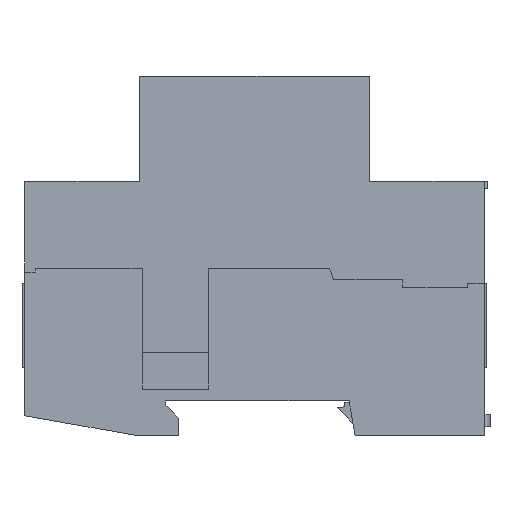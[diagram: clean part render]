
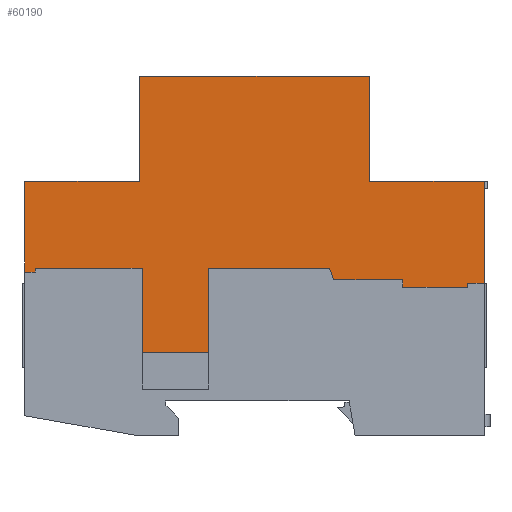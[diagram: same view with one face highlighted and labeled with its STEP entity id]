
A CAD part, left-side view. The second image highlights one B-rep face of the part: STEP entity #60190.
In plain terms, the highlighted planar face has unit normal (-1, 0, 0).
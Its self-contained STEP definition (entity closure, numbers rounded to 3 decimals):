
#12810=CARTESIAN_POINT('',(0.,0.5,
29.8));
#12820=VERTEX_POINT('',#12810);
#55960=CARTESIAN_POINT('',(0.,0.5,
43.861));
#55970=DIRECTION('',(0.,0.,-1.));
#55980=VECTOR('',#55970,1.);
#55990=LINE('',#55960,#55980);
#56000=CARTESIAN_POINT('',(0.,0.5,
49.8));
#56010=VERTEX_POINT('',#56000);
#56020=EDGE_CURVE('',#56010,#12820,#55990,.T.);
#56810=CARTESIAN_POINT('',(0.,90.5,49.8));
#56820=VERTEX_POINT('',#56810);
#58050=CARTESIAN_POINT('',(0.,68.,
49.8));
#58060=VERTEX_POINT('',#58050);
#58090=CARTESIAN_POINT('',(0.,89.,
49.8));
#58100=DIRECTION('',(0.,-1.,0.));
#58110=VECTOR('',#58100,1.);
#58120=LINE('',#58090,#58110);
#58130=EDGE_CURVE('',#56820,#58060,#58120,.T.);
#58610=CARTESIAN_POINT('',(0.,68.,
70.3));
#58620=VERTEX_POINT('',#58610);
#58650=CARTESIAN_POINT('',(0.,68.,
51.691));
#58660=DIRECTION('',(0.,0.,1.));
#58670=VECTOR('',#58660,1.);
#58680=LINE('',#58650,#58670);
#58690=EDGE_CURVE('',#58060,#58620,#58680,.T.);
#58810=CARTESIAN_POINT('',(0.,45.5,
43.107));
#58820=DIRECTION('',(1.,0.,-0.));
#58830=DIRECTION('',(0.,0.,1.));
#58840=AXIS2_PLACEMENT_3D('',#58810,#58820,#58830);
#58850=PLANE('',#58840);
#58860=CARTESIAN_POINT('',(0.,88.4,
19.775));
#58870=DIRECTION('',(0.,0.,-1.));
#58880=VECTOR('',#58870,1.);
#58890=LINE('',#58860,#58880);
#58900=CARTESIAN_POINT('',(0.,88.4,
32.75));
#58910=VERTEX_POINT('',#58900);
#58920=CARTESIAN_POINT('',(0.,88.4,
32.));
#58930=VERTEX_POINT('',#58920);
#58940=EDGE_CURVE('',#58910,#58930,#58890,.T.);
#58950=ORIENTED_EDGE('',*,*,#58940,.F.);
#58960=CARTESIAN_POINT('',(0.,59.6,
32.));
#58970=DIRECTION('',(0.,1.,0.));
#58980=VECTOR('',#58970,1.);
#58990=LINE('',#58960,#58980);
#59000=CARTESIAN_POINT('',(0.,90.5,32.));
#59010=VERTEX_POINT('',#59000);
#59020=EDGE_CURVE('',#58930,#59010,#58990,.T.);
#59030=ORIENTED_EDGE('',*,*,#59020,.F.);
#59040=CARTESIAN_POINT('',(0.,90.5,
43.861));
#59050=DIRECTION('',(0.,0.,-1.));
#59060=VECTOR('',#59050,1.);
#59070=LINE('',#59040,#59060);
#59080=EDGE_CURVE('',#56820,#59010,#59070,.T.);
#59090=ORIENTED_EDGE('',*,*,#59080,.T.);
#59100=ORIENTED_EDGE('',*,*,#58130,.F.);
#59110=ORIENTED_EDGE('',*,*,#58690,.F.);
#59120=CARTESIAN_POINT('',(0.,66.5,
70.3));
#59130=DIRECTION('',(0.,-1.,0.));
#59140=VECTOR('',#59130,1.);
#59150=LINE('',#59120,#59140);
#59160=CARTESIAN_POINT('',(0.,23.,
70.3));
#59170=VERTEX_POINT('',#59160);
#59180=EDGE_CURVE('',#58620,#59170,#59150,.T.);
#59190=ORIENTED_EDGE('',*,*,#59180,.F.);
#59200=CARTESIAN_POINT('',(0.,23.,
68.314));
#59210=DIRECTION('',(0.,0.,-1.));
#59220=VECTOR('',#59210,1.);
#59230=LINE('',#59200,#59220);
#59240=CARTESIAN_POINT('',(0.,23.,
49.8));
#59250=VERTEX_POINT('',#59240);
#59260=EDGE_CURVE('',#59170,#59250,#59230,.T.);
#59270=ORIENTED_EDGE('',*,*,#59260,.F.);
#59280=CARTESIAN_POINT('',(0.,2.,
49.8));
#59290=DIRECTION('',(0.,1.,0.));
#59300=VECTOR('',#59290,1.);
#59310=LINE('',#59280,#59300);
#59320=EDGE_CURVE('',#56010,#59250,#59310,.T.);
#59330=ORIENTED_EDGE('',*,*,#59320,.T.);
#59340=ORIENTED_EDGE('',*,*,#56020,.F.);
#59350=CARTESIAN_POINT('',(0.,59.6,
29.8));
#59360=DIRECTION('',(0.,1.,0.));
#59370=VECTOR('',#59360,1.);
#59380=LINE('',#59350,#59370);
#59390=CARTESIAN_POINT('',(0.,3.8,
29.8));
#59400=VERTEX_POINT('',#59390);
#59410=EDGE_CURVE('',#12820,#59400,#59380,.T.);
#59420=ORIENTED_EDGE('',*,*,#59410,.F.);
#59430=CARTESIAN_POINT('',(0.,3.8,
19.775));
#59440=DIRECTION('',(0.,0.,-1.));
#59450=VECTOR('',#59440,1.);
#59460=LINE('',#59430,#59450);
#59470=CARTESIAN_POINT('',(0.,3.8,
29.));
#59480=VERTEX_POINT('',#59470);
#59490=EDGE_CURVE('',#59400,#59480,#59460,.T.);
#59500=ORIENTED_EDGE('',*,*,#59490,.F.);
#59510=CARTESIAN_POINT('',(0.,59.6,
29.));
#59520=DIRECTION('',(0.,1.,0.));
#59530=VECTOR('',#59520,1.);
#59540=LINE('',#59510,#59530);
#59550=CARTESIAN_POINT('',(0.,16.5,
29.));
#59560=VERTEX_POINT('',#59550);
#59570=EDGE_CURVE('',#59480,#59560,#59540,.T.);
#59580=ORIENTED_EDGE('',*,*,#59570,.F.);
#59590=CARTESIAN_POINT('',(0.,16.5,
19.775));
#59600=DIRECTION('',(0.,0.,1.));
#59610=VECTOR('',#59600,1.);
#59620=LINE('',#59590,#59610);
#59630=CARTESIAN_POINT('',(0.,16.5,
30.55));
#59640=VERTEX_POINT('',#59630);
#59650=EDGE_CURVE('',#59560,#59640,#59620,.T.);
#59660=ORIENTED_EDGE('',*,*,#59650,.F.);
#59670=CARTESIAN_POINT('',(0.,59.6,
30.55));
#59680=DIRECTION('',(0.,1.,0.));
#59690=VECTOR('',#59680,1.);
#59700=LINE('',#59670,#59690);
#59710=CARTESIAN_POINT('',(0.,30.001,
30.55));
#59720=VERTEX_POINT('',#59710);
#59730=EDGE_CURVE('',#59640,#59720,#59700,.T.);
#59740=ORIENTED_EDGE('',*,*,#59730,.F.);
#59750=CARTESIAN_POINT('',(0.,26.082,
19.775));
#59760=DIRECTION('',(0.,0.342,0.94));
#59770=VECTOR('',#59760,1.);
#59780=LINE('',#59750,#59770);
#59790=CARTESIAN_POINT('',(0.,30.801,
32.75));
#59800=VERTEX_POINT('',#59790);
#59810=EDGE_CURVE('',#59720,#59800,#59780,.T.);
#59820=ORIENTED_EDGE('',*,*,#59810,.F.);
#59830=CARTESIAN_POINT('',(0.,59.6,
32.75));
#59840=DIRECTION('',(0.,1.,0.));
#59850=VECTOR('',#59840,1.);
#59860=LINE('',#59830,#59850);
#59870=CARTESIAN_POINT('',(0.,54.5,32.75));
#59880=VERTEX_POINT('',#59870);
#59890=EDGE_CURVE('',#59800,#59880,#59860,.T.);
#59900=ORIENTED_EDGE('',*,*,#59890,.F.);
#59910=CARTESIAN_POINT('',(0.,54.5,19.775));
#59920=DIRECTION('',(0.,0.,1.));
#59930=VECTOR('',#59920,1.);
#59940=LINE('',#59910,#59930);
#59950=CARTESIAN_POINT('',(0.,54.5,16.3));
#59960=VERTEX_POINT('',#59950);
#59970=EDGE_CURVE('',#59960,#59880,#59940,.T.);
#59980=ORIENTED_EDGE('',*,*,#59970,.T.);
#59990=CARTESIAN_POINT('',(0.,59.6,
16.3));
#60000=DIRECTION('',(0.,1.,0.));
#60010=VECTOR('',#60000,1.);
#60020=LINE('',#59990,#60010);
#60030=CARTESIAN_POINT('',(0.,67.5,16.3));
#60040=VERTEX_POINT('',#60030);
#60050=EDGE_CURVE('',#59960,#60040,#60020,.T.);
#60060=ORIENTED_EDGE('',*,*,#60050,.F.);
#60070=CARTESIAN_POINT('',(0.,67.5,19.775));
#60080=DIRECTION('',(0.,0.,-1.));
#60090=VECTOR('',#60080,1.);
#60100=LINE('',#60070,#60090);
#60110=CARTESIAN_POINT('',(0.,67.5,32.75));
#60120=VERTEX_POINT('',#60110);
#60130=EDGE_CURVE('',#60120,#60040,#60100,.T.);
#60140=ORIENTED_EDGE('',*,*,#60130,.T.);
#60150=EDGE_CURVE('',#60120,#58910,#59860,.T.);
#60160=ORIENTED_EDGE('',*,*,#60150,.F.);
#60170=EDGE_LOOP('',(#60160,#60140,#60060,#59980,#59900,#59820,#59740,
#59660,#59580,#59500,#59420,#59340,#59330,#59270,#59190,#59110,#59100,
#59090,#59030,#58950));
#60180=FACE_OUTER_BOUND('',#60170,.T.);
#60190=ADVANCED_FACE('',(#60180),#58850,.F.);
